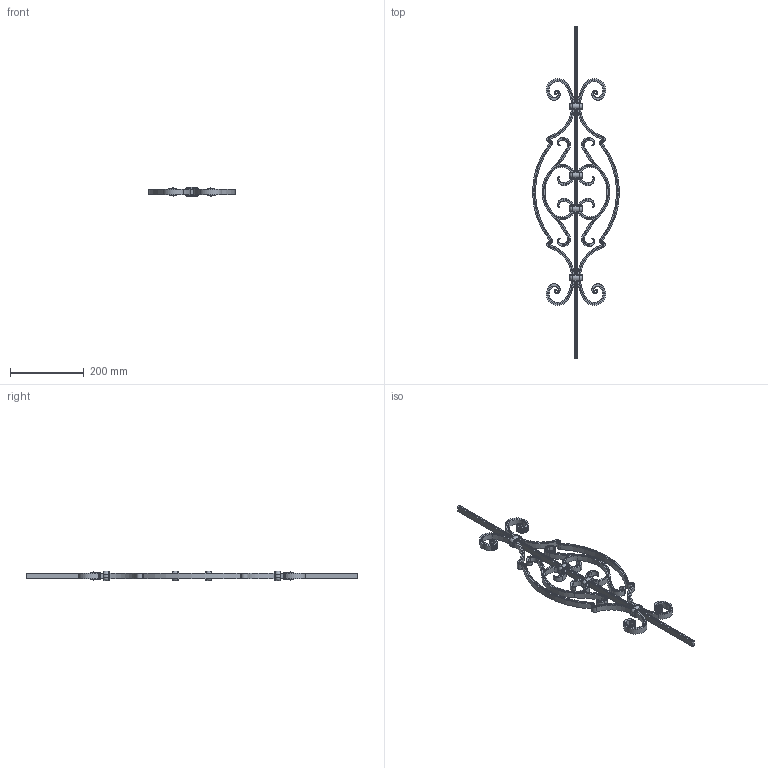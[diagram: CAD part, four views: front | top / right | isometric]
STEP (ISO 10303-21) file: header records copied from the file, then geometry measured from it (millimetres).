
FILE_DESCRIPTION (( 'STEP AP203' ), '1' );
FILE_NAME ('1600.STEP', '2020-05-07T08:39:41', ( '' ), ( '' ), 'SwSTEP 2.0', 'SolidWorks 2015', '' );
FILE_SCHEMA (( 'CONFIG_CONTROL_DESIGN' ));
Length unit declared in the file: millimetre
Products named in the file (5): 1600 Teil1_1600 Teil1; 1600 Teil4_1600 Teil4; 1600; 1600 Teil2_1600 Teil2; 1600 Teil3_1600 Teil3
Assembly tree (9 placements, depth 2):
  1600
    1600 Teil1_1600 Teil1
    1600 Teil2_1600 Teil2  x2
    1600 Teil3_1600 Teil3  x2
    1600 Teil4_1600 Teil4  x4
Bounding box: 236 x 900 x 27 mm (x, y, z)
Volume: 517914.5 mm3; surface area: 236435.4 mm2
Topology: 9 solids, 9 shells, 1314 faces, 3066 edges, 1788 vertices
Faces by surface type: cylinder 504, plane 431, bspline 235, torus 144
Entity records: 37934 total; most frequent: CARTESIAN_POINT 24234, ORIENTED_EDGE 2908, DIRECTION 2438, EDGE_CURVE 1454, VERTEX_POINT 884, AXIS2_PLACEMENT_3D 879, VECTOR 680, LINE 680
